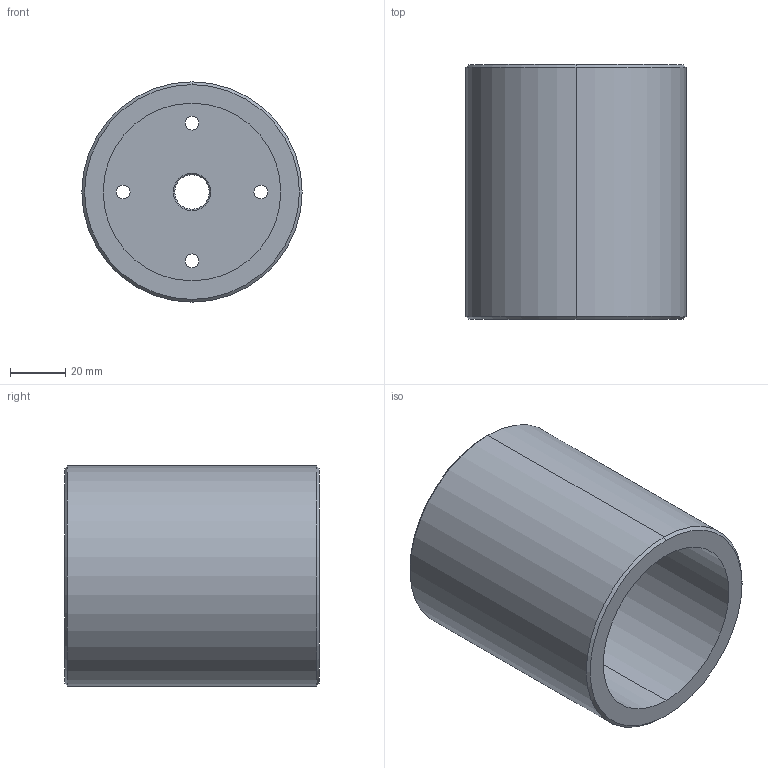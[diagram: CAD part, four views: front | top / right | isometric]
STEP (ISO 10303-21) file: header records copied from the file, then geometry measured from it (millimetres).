
FILE_DESCRIPTION (( 'STEP AP203' ), '1' );
FILE_NAME ('Douille Ø65 INT.STEP', '2019-05-21T10:51:33', ( '' ), ( '' ), 'SwSTEP 2.0', 'SolidWorks 2017', '' );
FILE_SCHEMA (( 'CONFIG_CONTROL_DESIGN' ));
Length unit declared in the file: millimetre
Products named in the file (1): Douille Ø65 INT
Bounding box: 80 x 92.5 x 80 mm (x, y, z)
Volume: 185453.5 mm3; surface area: 50568.5 mm2
Topology: 1 solids, 1 shells, 25 faces, 58 edges, 36 vertices
Faces by surface type: cylinder 14, cone 8, plane 3
Entity records: 821 total; most frequent: DIRECTION 146, CARTESIAN_POINT 120, ORIENTED_EDGE 116, AXIS2_PLACEMENT_3D 62, EDGE_CURVE 58, CIRCLE 36, VERTEX_POINT 36, EDGE_LOOP 36
